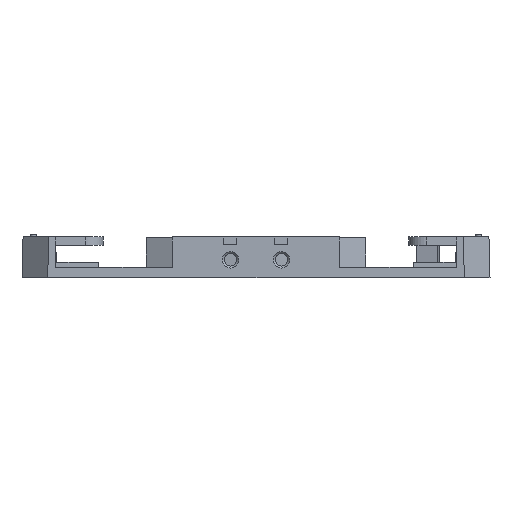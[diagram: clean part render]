
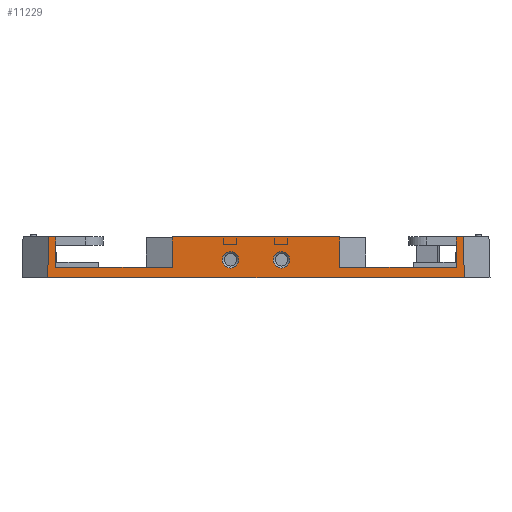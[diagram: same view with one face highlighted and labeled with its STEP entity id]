
A CAD part, left-side view. The second image highlights one B-rep face of the part: STEP entity #11229.
In plain terms, the highlighted planar face has unit normal (-1, 0, 0).
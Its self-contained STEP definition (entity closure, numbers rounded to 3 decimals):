
#227=FACE_BOUND('',#4204,.T.);
#228=FACE_BOUND('',#4205,.T.);
#428=PLANE('',#11903);
#1199=LINE('',#17110,#2538);
#1245=LINE('',#17200,#2584);
#1254=LINE('',#17223,#2593);
#1255=LINE('',#17224,#2594);
#1256=LINE('',#17226,#2595);
#1257=LINE('',#17228,#2596);
#1258=LINE('',#17230,#2597);
#1259=LINE('',#17232,#2598);
#1260=LINE('',#17233,#2599);
#1261=LINE('',#17235,#2600);
#1262=LINE('',#17237,#2601);
#1263=LINE('',#17238,#2602);
#2538=VECTOR('',#13441,10.);
#2584=VECTOR('',#13499,10.);
#2593=VECTOR('',#13518,10.);
#2594=VECTOR('',#13519,10.);
#2595=VECTOR('',#13520,10.);
#2596=VECTOR('',#13521,10.);
#2597=VECTOR('',#13522,10.);
#2598=VECTOR('',#13523,10.);
#2599=VECTOR('',#13524,10.);
#2600=VECTOR('',#13525,10.);
#2601=VECTOR('',#13526,10.);
#2602=VECTOR('',#13527,10.);
#3612=FACE_OUTER_BOUND('',#4203,.T.);
#4203=EDGE_LOOP('',(#8710,#8711,#8712,#8713,#8714,#8715,#8716,#8717,#8718,
#8719,#8720,#8721));
#4204=EDGE_LOOP('',(#8722));
#4205=EDGE_LOOP('',(#8723));
#4800=CIRCLE('',#11902,1.625);
#4801=CIRCLE('',#11904,1.625);
#5414=VERTEX_POINT('',#17107);
#5415=VERTEX_POINT('',#17109);
#5452=VERTEX_POINT('',#17197);
#5453=VERTEX_POINT('',#17199);
#5460=VERTEX_POINT('',#17218);
#5461=VERTEX_POINT('',#17221);
#5462=VERTEX_POINT('',#17222);
#5463=VERTEX_POINT('',#17225);
#5464=VERTEX_POINT('',#17227);
#5465=VERTEX_POINT('',#17229);
#5466=VERTEX_POINT('',#17231);
#5467=VERTEX_POINT('',#17234);
#5468=VERTEX_POINT('',#17236);
#5469=VERTEX_POINT('',#17239);
#6674=EDGE_CURVE('',#5414,#5415,#1199,.T.);
#6720=EDGE_CURVE('',#5453,#5452,#1245,.T.);
#6730=EDGE_CURVE('',#5460,#5460,#4800,.T.);
#6731=EDGE_CURVE('',#5461,#5462,#1254,.T.);
#6732=EDGE_CURVE('',#5415,#5462,#1255,.T.);
#6733=EDGE_CURVE('',#5414,#5463,#1256,.T.);
#6734=EDGE_CURVE('',#5463,#5464,#1257,.T.);
#6735=EDGE_CURVE('',#5465,#5464,#1258,.T.);
#6736=EDGE_CURVE('',#5466,#5465,#1259,.T.);
#6737=EDGE_CURVE('',#5466,#5453,#1260,.T.);
#6738=EDGE_CURVE('',#5467,#5452,#1261,.T.);
#6739=EDGE_CURVE('',#5467,#5468,#1262,.T.);
#6740=EDGE_CURVE('',#5468,#5461,#1263,.T.);
#6741=EDGE_CURVE('',#5469,#5469,#4801,.T.);
#8710=ORIENTED_EDGE('',*,*,#6731,.T.);
#8711=ORIENTED_EDGE('',*,*,#6732,.F.);
#8712=ORIENTED_EDGE('',*,*,#6674,.F.);
#8713=ORIENTED_EDGE('',*,*,#6733,.T.);
#8714=ORIENTED_EDGE('',*,*,#6734,.T.);
#8715=ORIENTED_EDGE('',*,*,#6735,.F.);
#8716=ORIENTED_EDGE('',*,*,#6736,.F.);
#8717=ORIENTED_EDGE('',*,*,#6737,.T.);
#8718=ORIENTED_EDGE('',*,*,#6720,.T.);
#8719=ORIENTED_EDGE('',*,*,#6738,.F.);
#8720=ORIENTED_EDGE('',*,*,#6739,.T.);
#8721=ORIENTED_EDGE('',*,*,#6740,.T.);
#8722=ORIENTED_EDGE('',*,*,#6741,.F.);
#8723=ORIENTED_EDGE('',*,*,#6730,.F.);
#11229=ADVANCED_FACE('',(#3612,#227,#228),#428,.T.);
#11902=AXIS2_PLACEMENT_3D('',#17219,#13514,#13515);
#11903=AXIS2_PLACEMENT_3D('',#17220,#13516,#13517);
#11904=AXIS2_PLACEMENT_3D('',#17240,#13528,#13529);
#13441=DIRECTION('',(0.,0.,1.));
#13499=DIRECTION('',(0.,0.,1.));
#13514=DIRECTION('center_axis',(-1.,0.,0.));
#13515=DIRECTION('ref_axis',(0.,0.,-1.));
#13516=DIRECTION('center_axis',(-1.,0.,0.));
#13517=DIRECTION('ref_axis',(0.,0.,1.));
#13518=DIRECTION('',(0.,0.026,1.));
#13519=DIRECTION('',(0.,-1.,0.));
#13520=DIRECTION('',(0.,1.,0.));
#13521=DIRECTION('',(0.,0.,1.));
#13522=DIRECTION('',(0.,-1.,0.));
#13523=DIRECTION('',(0.,0.,1.));
#13524=DIRECTION('',(0.,1.,0.));
#13525=DIRECTION('',(0.,-1.,0.));
#13526=DIRECTION('',(0.,0.026,-1.));
#13527=DIRECTION('',(0.,-1.,0.));
#13528=DIRECTION('center_axis',(-1.,0.,0.));
#13529=DIRECTION('ref_axis',(0.,0.,-1.));
#17107=CARTESIAN_POINT('',(-77.5,-39.4,2.));
#17109=CARTESIAN_POINT('',(-77.5,-39.4,8.));
#17110=CARTESIAN_POINT('',(-77.5,-39.4,2.));
#17197=CARTESIAN_POINT('',(-77.5,39.4,8.));
#17199=CARTESIAN_POINT('',(-77.5,39.4,2.));
#17200=CARTESIAN_POINT('',(-77.5,39.4,2.));
#17218=CARTESIAN_POINT('',(-77.5,-5.,5.125));
#17219=CARTESIAN_POINT('Origin',(-77.5,-5.,3.5));
#17220=CARTESIAN_POINT('Origin',(-77.5,-46.05,0.));
#17221=CARTESIAN_POINT('',(-77.5,-41.,0.));
#17222=CARTESIAN_POINT('',(-77.5,-40.791,8.));
#17223=CARTESIAN_POINT('',(-77.5,-40.976,0.934));
#17224=CARTESIAN_POINT('',(-77.5,-39.4,8.));
#17225=CARTESIAN_POINT('',(-77.5,-16.5,2.));
#17226=CARTESIAN_POINT('',(-77.5,46.05,2.));
#17227=CARTESIAN_POINT('',(-77.5,-16.5,8.));
#17228=CARTESIAN_POINT('',(-77.5,-16.5,2.));
#17229=CARTESIAN_POINT('',(-77.5,16.5,8.));
#17230=CARTESIAN_POINT('',(-77.5,16.5,8.));
#17231=CARTESIAN_POINT('',(-77.5,16.5,2.));
#17232=CARTESIAN_POINT('',(-77.5,16.5,2.));
#17233=CARTESIAN_POINT('',(-77.5,46.05,2.));
#17234=CARTESIAN_POINT('',(-77.5,40.791,8.));
#17235=CARTESIAN_POINT('',(-77.5,41.,8.));
#17236=CARTESIAN_POINT('',(-77.5,41.,0.));
#17237=CARTESIAN_POINT('',(-77.5,40.944,2.139));
#17238=CARTESIAN_POINT('',(-77.5,46.05,0.));
#17239=CARTESIAN_POINT('',(-77.5,5.,5.125));
#17240=CARTESIAN_POINT('Origin',(-77.5,5.,3.5));
